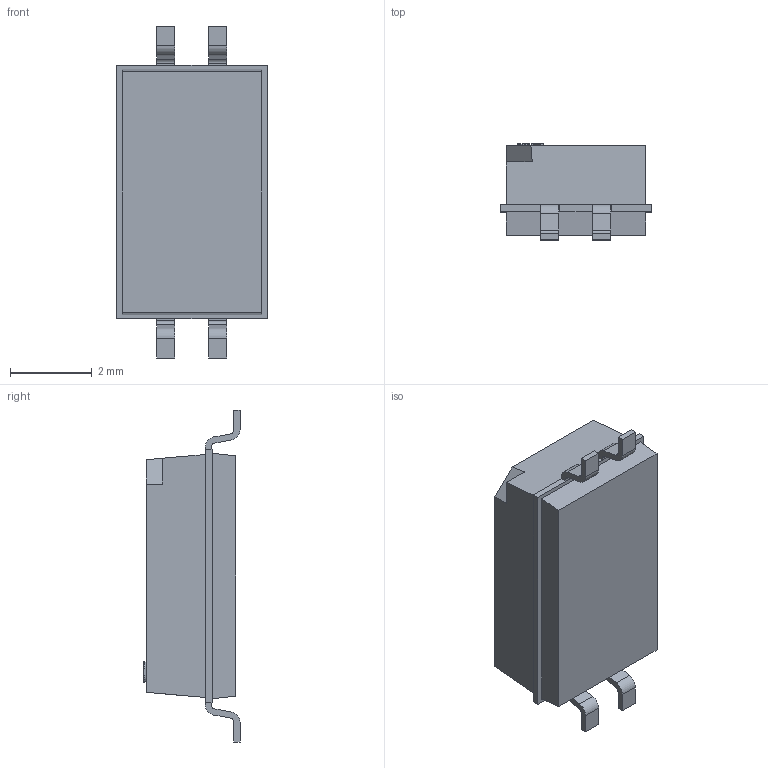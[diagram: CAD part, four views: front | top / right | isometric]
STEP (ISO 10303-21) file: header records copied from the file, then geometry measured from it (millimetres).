
FILE_DESCRIPTION( ( 'STEP AP214' ), ' ' );
FILE_NAME( 'psolqas16520482518.stp', '2017-08-23T14:52:04', ( '' ), ( '' ), ' ', 'PARTsolutions', ' ' );
FILE_SCHEMA( ( 'AUTOMOTIVE_DESIGN { 1 0 10303 214 1 1 1 1 }' ) );
Length unit declared in the file: metre
Products named in the file (1): 1
Bounding box: 3.67 x 2.35 x 8.12 mm (x, y, z)
Volume: 41.6 mm3; surface area: 109.7 mm2
Topology: 1 solids, 1 shells, 307 faces, 840 edges, 556 vertices
Faces by surface type: plane 283, cylinder 24
Entity records: 9569 total; most frequent: CARTESIAN_POINT 1704, ORIENTED_EDGE 1680, DIRECTION 1504, EDGE_CURVE 840, LINE 792, VECTOR 792, VERTEX_POINT 556, AXIS2_PLACEMENT_3D 356
